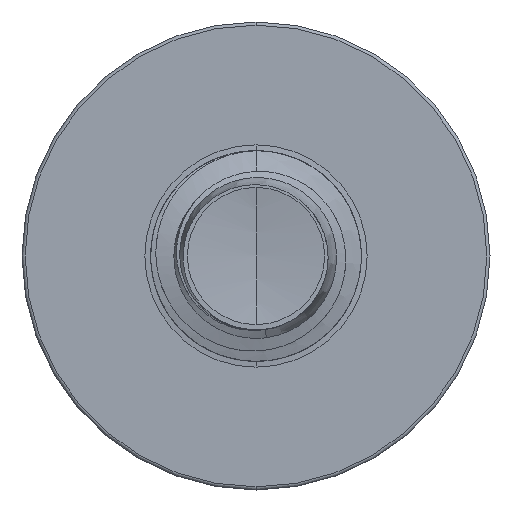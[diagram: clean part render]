
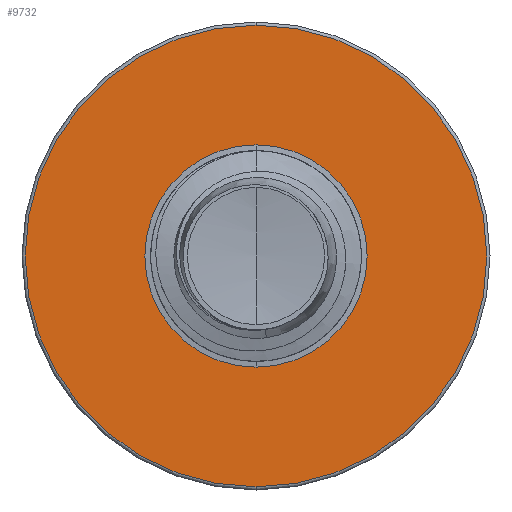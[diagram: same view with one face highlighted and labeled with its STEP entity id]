
A CAD part, front view. The second image highlights one B-rep face of the part: STEP entity #9732.
In plain terms, the highlighted planar face has unit normal (0, -1, 0).
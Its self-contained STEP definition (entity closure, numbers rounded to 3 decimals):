
#200 = EDGE_LOOP ( 'NONE', ( #20941, #28239 ) ) ;
#1170 = EDGE_CURVE ( 'NONE', #26615, #8190, #34200, .T. ) ;
#4803 = FACE_OUTER_BOUND ( 'NONE', #7941, .T. ) ;
#5725 = DIRECTION ( 'NONE',  ( 0., 0., 1. ) ) ;
#5772 = DIRECTION ( 'NONE',  ( 0., 1., 0. ) ) ;
#5820 = CARTESIAN_POINT ( 'NONE',  ( 0., 17.5, 0. ) ) ;
#5953 = EDGE_CURVE ( 'NONE', #8190, #26615, #12192, .T. ) ;
#7681 = CARTESIAN_POINT ( 'NONE',  ( 0., 17.5, -2.375 ) ) ;
#7941 = EDGE_LOOP ( 'NONE', ( #16236, #27503 ) ) ;
#7966 = EDGE_CURVE ( 'NONE', #27434, #10533, #15642, .T. ) ;
#8190 = VERTEX_POINT ( 'NONE', #29800 ) ;
#8290 = DIRECTION ( 'NONE',  ( 0., 1., 0. ) ) ;
#9016 = CARTESIAN_POINT ( 'NONE',  ( 0., 17.5, 0. ) ) ;
#9732 = ADVANCED_FACE ( 'NONE', ( #4803, #12672 ), #11170, .F. ) ;
#9824 = DIRECTION ( 'NONE',  ( 0., 0., 1. ) ) ;
#9881 = DIRECTION ( 'NONE',  ( 0., 1., 0. ) ) ;
#10533 = VERTEX_POINT ( 'NONE', #7681 ) ;
#11170 = PLANE ( 'NONE',  #17641 ) ;
#11310 = CARTESIAN_POINT ( 'NONE',  ( 0., 17.5, -2.375 ) ) ;
#12192 = CIRCLE ( 'NONE', #28535, 4.933 ) ;
#12672 = FACE_BOUND ( 'NONE', #200, .T. ) ;
#14821 = DIRECTION ( 'NONE',  ( 0., 0., 1. ) ) ;
#15642 = CIRCLE ( 'NONE', #23587, 2.375 ) ;
#16236 = ORIENTED_EDGE ( 'NONE', *, *, #5953, .F. ) ;
#16408 = DIRECTION ( 'NONE',  ( 0., 1., 0. ) ) ;
#17641 = AXIS2_PLACEMENT_3D ( 'NONE', #11310, #9881, #9824 ) ;
#20941 = ORIENTED_EDGE ( 'NONE', *, *, #7966, .T. ) ;
#21491 = AXIS2_PLACEMENT_3D ( 'NONE', #9016, #16408, #14821 ) ;
#21921 = CARTESIAN_POINT ( 'NONE',  ( 0., 17.5, -4.932 ) ) ;
#23587 = AXIS2_PLACEMENT_3D ( 'NONE', #29738, #29730, #29700 ) ;
#25382 = CARTESIAN_POINT ( 'NONE',  ( 0., 17.5, 0. ) ) ;
#26615 = VERTEX_POINT ( 'NONE', #21921 ) ;
#27434 = VERTEX_POINT ( 'NONE', #30027 ) ;
#27503 = ORIENTED_EDGE ( 'NONE', *, *, #1170, .F. ) ;
#27523 = DIRECTION ( 'NONE',  ( 0., 0., 1. ) ) ;
#27986 = CIRCLE ( 'NONE', #29087, 2.375 ) ;
#28239 = ORIENTED_EDGE ( 'NONE', *, *, #35005, .T. ) ;
#28535 = AXIS2_PLACEMENT_3D ( 'NONE', #5820, #5772, #5725 ) ;
#29087 = AXIS2_PLACEMENT_3D ( 'NONE', #25382, #8290, #27523 ) ;
#29700 = DIRECTION ( 'NONE',  ( 0., 0., 1. ) ) ;
#29730 = DIRECTION ( 'NONE',  ( 0., 1., 0. ) ) ;
#29738 = CARTESIAN_POINT ( 'NONE',  ( 0., 17.5, 0. ) ) ;
#29800 = CARTESIAN_POINT ( 'NONE',  ( 0., 17.5, 4.933 ) ) ;
#30027 = CARTESIAN_POINT ( 'NONE',  ( 0., 17.5, 2.375 ) ) ;
#34200 = CIRCLE ( 'NONE', #21491, 4.933 ) ;
#35005 = EDGE_CURVE ( 'NONE', #10533, #27434, #27986, .T. ) ;
